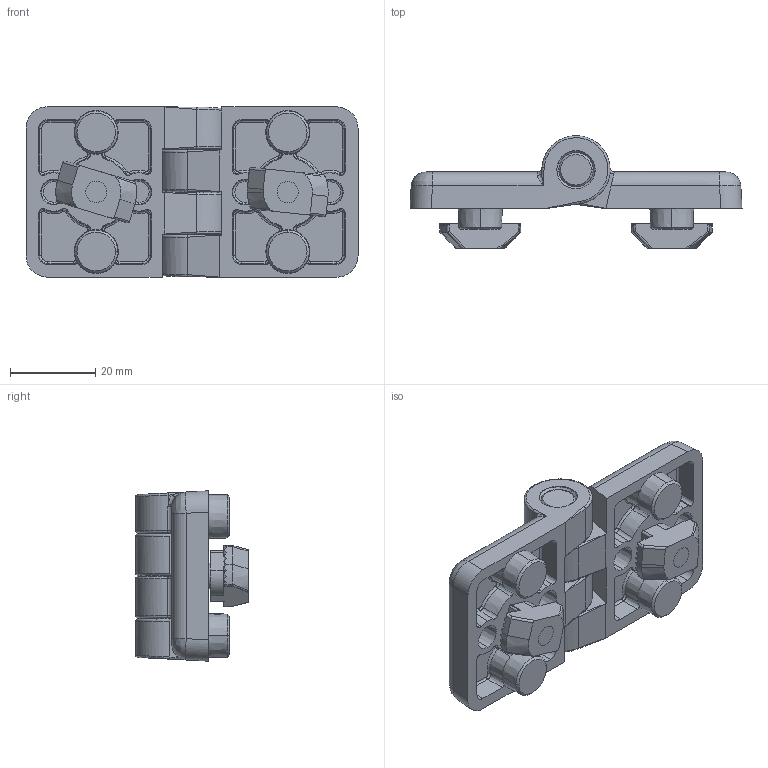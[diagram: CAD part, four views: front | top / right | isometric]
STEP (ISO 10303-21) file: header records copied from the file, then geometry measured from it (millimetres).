
FILE_DESCRIPTION (( 'STEP AP214' ), '1' );
FILE_NAME ('095ks4040f10s01.STEP', '2014-09-01T08:25:33', ( '' ), ( '' ), 'SwSTEP 2.0', 'SolidWorks 2014', '' );
FILE_SCHEMA (( 'AUTOMOTIVE_DESIGN' ));
Length unit declared in the file: inch
Products named in the file (1): 095ks4040f10s01
Bounding box: 78 x 26.4 x 40.01 mm (x, y, z)
Volume: 27092.7 mm3; surface area: 18569.9 mm2
Topology: 11 solids, 11 shells, 688 faces, 1715 edges, 1070 vertices
Faces by surface type: cylinder 222, bspline 174, plane 167, cone 125
Entity records: 35768 total; most frequent: CARTESIAN_POINT 11608, ORIENTED_EDGE 3426, DIRECTION 2831, EDGE_CURVE 1713, AXIS2_PLACEMENT_3D 1107, VERTEX_POINT 1070, EDGE_LOOP 727, LENGTH_MEASURE_WITH_UNIT 701
